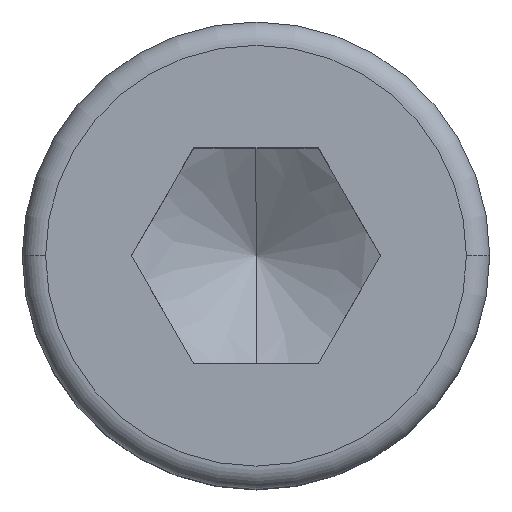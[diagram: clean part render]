
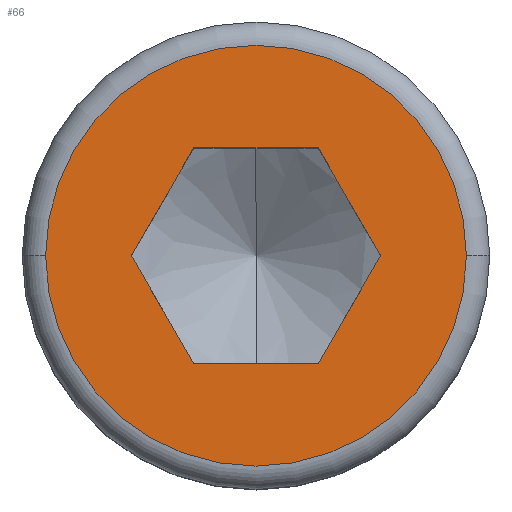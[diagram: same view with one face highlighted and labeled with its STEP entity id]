
A CAD part, top view. The second image highlights one B-rep face of the part: STEP entity #66.
In plain terms, the highlighted planar face has unit normal (0, 0, 1).
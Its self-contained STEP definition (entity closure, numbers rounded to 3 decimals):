
#66=ADVANCED_FACE('',(#112,#113),#114,.T.);
#112=FACE_BOUND('',#163,.T.);
#113=FACE_OUTER_BOUND('',#164,.T.);
#114=PLANE('',#165);
#163=EDGE_LOOP('',(#320,#321,#322,#323,#324,#325));
#164=EDGE_LOOP('',(#326,#327,#328));
#165=AXIS2_PLACEMENT_3D('',#329,#330,#331);
#320=ORIENTED_EDGE('',*,*,#390,.T.);
#321=ORIENTED_EDGE('',*,*,#400,.T.);
#322=ORIENTED_EDGE('',*,*,#398,.T.);
#323=ORIENTED_EDGE('',*,*,#396,.T.);
#324=ORIENTED_EDGE('',*,*,#394,.T.);
#325=ORIENTED_EDGE('',*,*,#392,.T.);
#326=ORIENTED_EDGE('',*,*,#362,.F.);
#327=ORIENTED_EDGE('',*,*,#361,.F.);
#328=ORIENTED_EDGE('',*,*,#407,.F.);
#329=CARTESIAN_POINT('',(0.0,2.925,8.0));
#330=DIRECTION('',(0.,0.,1.0));
#331=DIRECTION('',(0.,-1.0,0.));
#361=EDGE_CURVE('',#420,#423,#424,.T.);
#362=EDGE_CURVE('',#423,#425,#426,.T.);
#390=EDGE_CURVE('',#476,#474,#477,.T.);
#392=EDGE_CURVE('',#479,#476,#480,.T.);
#394=EDGE_CURVE('',#482,#479,#483,.T.);
#396=EDGE_CURVE('',#485,#482,#486,.T.);
#398=EDGE_CURVE('',#488,#485,#489,.T.);
#400=EDGE_CURVE('',#474,#488,#491,.T.);
#407=EDGE_CURVE('',#425,#420,#498,.T.);
#420=VERTEX_POINT('',#513);
#423=VERTEX_POINT('',#516);
#424=CIRCLE('',#517,5.85);
#425=VERTEX_POINT('',#518);
#426=CIRCLE('',#519,5.85);
#474=VERTEX_POINT('',#649);
#476=VERTEX_POINT('',#652);
#477=LINE('',#653,#654);
#479=VERTEX_POINT('',#657);
#480=LINE('',#658,#659);
#482=VERTEX_POINT('',#662);
#483=LINE('',#663,#664);
#485=VERTEX_POINT('',#667);
#486=LINE('',#668,#669);
#488=VERTEX_POINT('',#672);
#489=LINE('',#673,#674);
#491=LINE('',#677,#678);
#498=CIRCLE('',#685,5.85);
#513=CARTESIAN_POINT('',(-5.85,0.,8.0));
#516=CARTESIAN_POINT('',(0.0,5.85,8.0));
#517=AXIS2_PLACEMENT_3D('',#702,#703,#704);
#518=CARTESIAN_POINT('',(5.85,0.,8.0));
#519=AXIS2_PLACEMENT_3D('',#705,#706,#707);
#649=CARTESIAN_POINT('',(-3.464,0.,8.0));
#652=CARTESIAN_POINT('',(-1.732,-3.,8.0));
#653=CARTESIAN_POINT('',(-3.231,-0.403,8.0));
#654=VECTOR('',#743,1.0);
#657=CARTESIAN_POINT('',(1.732,-3.,8.0));
#658=CARTESIAN_POINT('',(0.,-3.,8.0));
#659=VECTOR('',#745,1.0);
#662=CARTESIAN_POINT('',(3.464,0.0,8.0));
#663=CARTESIAN_POINT('',(3.231,-0.403,8.0));
#664=VECTOR('',#747,1.0);
#667=CARTESIAN_POINT('',(1.732,3.,8.0));
#668=CARTESIAN_POINT('',(1.965,2.597,8.0));
#669=VECTOR('',#749,1.0);
#672=CARTESIAN_POINT('',(-1.732,3.,8.0));
#673=CARTESIAN_POINT('',(0.,3.,8.0));
#674=VECTOR('',#751,1.0);
#677=CARTESIAN_POINT('',(-1.965,2.597,8.0));
#678=VECTOR('',#753,1.0);
#685=AXIS2_PLACEMENT_3D('',#772,#773,#774);
#702=CARTESIAN_POINT('',(0.0,0.0,8.0));
#703=DIRECTION('',(0.,0.0,-1.0));
#704=DIRECTION('',(0.0,1.0,0.0));
#705=CARTESIAN_POINT('',(0.0,0.0,8.0));
#706=DIRECTION('',(0.,0.0,-1.0));
#707=DIRECTION('',(0.0,1.0,0.0));
#743=DIRECTION('',(-0.5,0.866,0.));
#745=DIRECTION('',(-1.0,0.0,0.));
#747=DIRECTION('',(-0.5,-0.866,0.));
#749=DIRECTION('',(0.5,-0.866,0.));
#751=DIRECTION('',(1.0,0.,0.));
#753=DIRECTION('',(0.5,0.866,0.));
#772=CARTESIAN_POINT('',(0.0,0.0,8.0));
#773=DIRECTION('',(0.,0.0,-1.0));
#774=DIRECTION('',(0.0,1.0,0.0));
